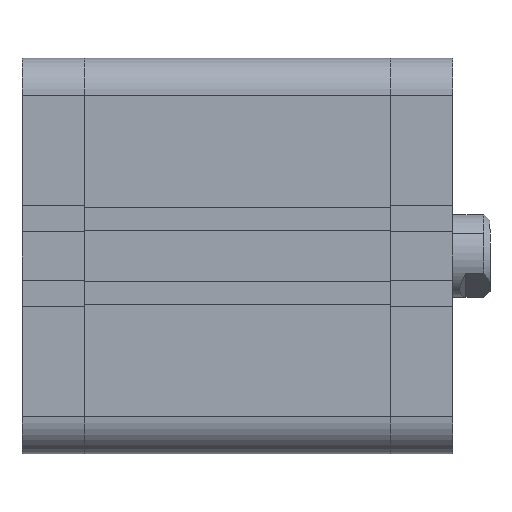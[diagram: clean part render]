
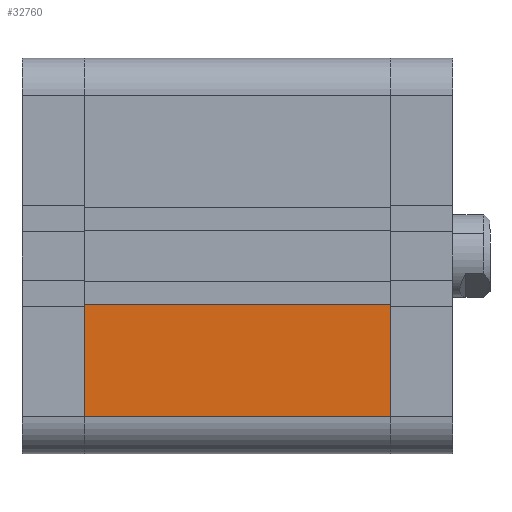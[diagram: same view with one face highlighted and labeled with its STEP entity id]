
A CAD part, front view. The second image highlights one B-rep face of the part: STEP entity #32760.
In plain terms, the highlighted planar face has unit normal (0, -1, 0).
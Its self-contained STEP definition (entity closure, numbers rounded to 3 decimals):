
#120 = ORIENTED_EDGE ( 'NONE', *, *, #7144, .F. ) ;
#1101 = LINE ( 'NONE', #20331, #28649 ) ;
#2003 = CARTESIAN_POINT ( 'NONE',  ( 74., -47.75, -47.75 ) ) ;
#2038 = CARTESIAN_POINT ( 'NONE',  ( 0., -47.75, -11.8 ) ) ;
#2324 = CARTESIAN_POINT ( 'NONE',  ( 0., -47.75, -38.75 ) ) ;
#2380 = ORIENTED_EDGE ( 'NONE', *, *, #25036, .T. ) ;
#4656 = FACE_OUTER_BOUND ( 'NONE', #21560, .T. ) ;
#6655 = DIRECTION ( 'NONE',  ( 0., 0., -1. ) ) ;
#7144 = EDGE_CURVE ( 'NONE', #16838, #23265, #10987, .T. ) ;
#9083 = VERTEX_POINT ( 'NONE', #2038 ) ;
#10074 = PLANE ( 'NONE',  #19923 ) ;
#10443 = EDGE_CURVE ( 'NONE', #30301, #23265, #24303, .T. ) ;
#10459 = DIRECTION ( 'NONE',  ( 0., 0., -1. ) ) ;
#10724 = DIRECTION ( 'NONE',  ( 0., 0., 1. ) ) ;
#10987 = LINE ( 'NONE', #2003, #28913 ) ;
#11503 = EDGE_CURVE ( 'NONE', #16838, #9083, #35008, .T. ) ;
#16013 = VECTOR ( 'NONE', #26259, 1000. ) ;
#16838 = VERTEX_POINT ( 'NONE', #35332 ) ;
#18183 = DIRECTION ( 'NONE',  ( 0., 1., 0. ) ) ;
#19923 = AXIS2_PLACEMENT_3D ( 'NONE', #23394, #18183, #10724 ) ;
#20331 = CARTESIAN_POINT ( 'NONE',  ( 0., -47.75, -47.75 ) ) ;
#21244 = CARTESIAN_POINT ( 'NONE',  ( 74., -47.75, -38.75 ) ) ;
#21560 = EDGE_LOOP ( 'NONE', ( #29904, #2380, #31767, #120 ) ) ;
#23265 = VERTEX_POINT ( 'NONE', #21244 ) ;
#23394 = CARTESIAN_POINT ( 'NONE',  ( 74., -47.75, -47.75 ) ) ;
#24303 = LINE ( 'NONE', #30027, #29142 ) ;
#25036 = EDGE_CURVE ( 'NONE', #9083, #30301, #1101, .T. ) ;
#26259 = DIRECTION ( 'NONE',  ( -1., 0., 0. ) ) ;
#28649 = VECTOR ( 'NONE', #6655, 1000. ) ;
#28913 = VECTOR ( 'NONE', #10459, 1000. ) ;
#29142 = VECTOR ( 'NONE', #35222, 1000. ) ;
#29904 = ORIENTED_EDGE ( 'NONE', *, *, #11503, .T. ) ;
#30027 = CARTESIAN_POINT ( 'NONE',  ( 74., -47.75, -38.75 ) ) ;
#30301 = VERTEX_POINT ( 'NONE', #2324 ) ;
#31767 = ORIENTED_EDGE ( 'NONE', *, *, #10443, .T. ) ;
#32340 = CARTESIAN_POINT ( 'NONE',  ( 74.001, -47.75, -11.8 ) ) ;
#32760 = ADVANCED_FACE ( 'NONE', ( #4656 ), #10074, .F. ) ;
#35008 = LINE ( 'NONE', #32340, #16013 ) ;
#35222 = DIRECTION ( 'NONE',  ( 1., 0., 0. ) ) ;
#35332 = CARTESIAN_POINT ( 'NONE',  ( 74., -47.75, -11.8 ) ) ;
